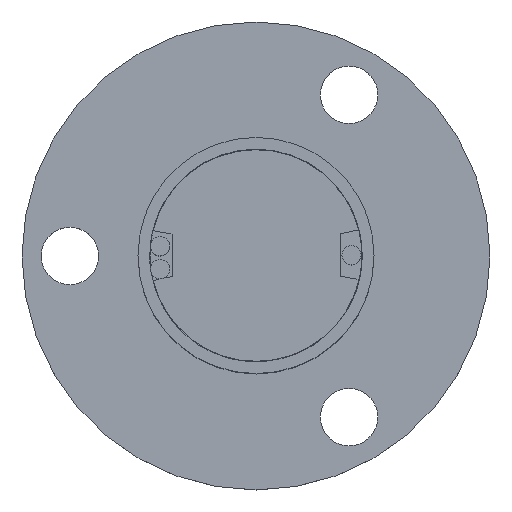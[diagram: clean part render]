
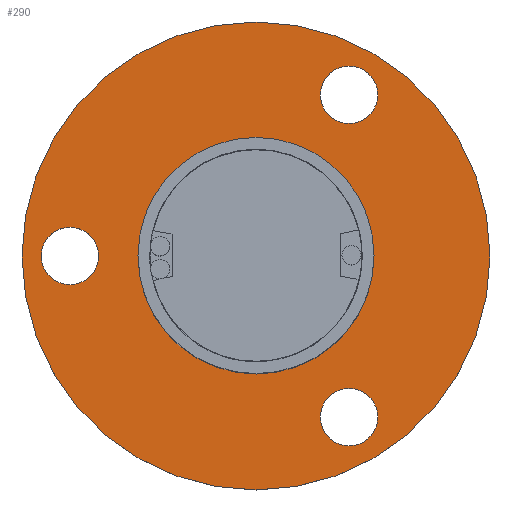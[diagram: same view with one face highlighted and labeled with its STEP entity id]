
A CAD part, top view. The second image highlights one B-rep face of the part: STEP entity #290.
In plain terms, the highlighted planar face has unit normal (0, 0, 1).
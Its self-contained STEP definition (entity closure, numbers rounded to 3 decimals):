
#19 = EDGE_CURVE ( 'NONE', #1077, #300, #1247, .T. ) ;
#64 = CARTESIAN_POINT ( 'NONE',  ( 0., 0., 16.4 ) ) ;
#98 = DIRECTION ( 'NONE',  ( 0., 0., -1. ) ) ;
#99 = PLANE ( 'NONE',  #877 ) ;
#126 = DIRECTION ( 'NONE',  ( 0., 0., 1. ) ) ;
#127 = ORIENTED_EDGE ( 'NONE', *, *, #1329, .F. ) ;
#168 = FACE_BOUND ( 'NONE', #388, .T. ) ;
#214 = ORIENTED_EDGE ( 'NONE', *, *, #2031, .T. ) ;
#222 = DIRECTION ( 'NONE',  ( -1., 0., 0. ) ) ;
#241 = CARTESIAN_POINT ( 'NONE',  ( 8.75, 15.155, 16.4 ) ) ;
#271 = EDGE_LOOP ( 'NONE', ( #1446, #1258 ) ) ;
#280 = ORIENTED_EDGE ( 'NONE', *, *, #635, .F. ) ;
#290 = ADVANCED_FACE ( 'NONE', ( #1851, #168, #1428, #576, #676 ), #99, .F. ) ;
#300 = VERTEX_POINT ( 'NONE', #1939 ) ;
#317 = VERTEX_POINT ( 'NONE', #1195 ) ;
#323 = VERTEX_POINT ( 'NONE', #820 ) ;
#386 = AXIS2_PLACEMENT_3D ( 'NONE', #674, #1798, #827 ) ;
#387 = DIRECTION ( 'NONE',  ( -1., 0., 0. ) ) ;
#388 = EDGE_LOOP ( 'NONE', ( #866, #1003 ) ) ;
#413 = VERTEX_POINT ( 'NONE', #1148 ) ;
#414 = CIRCLE ( 'NONE', #891, 2.7 ) ;
#576 = FACE_OUTER_BOUND ( 'NONE', #1061, .T. ) ;
#592 = CARTESIAN_POINT ( 'NONE',  ( -22., 0., 16.4 ) ) ;
#615 = CIRCLE ( 'NONE', #1592, 22. ) ;
#635 = EDGE_CURVE ( 'NONE', #317, #1143, #919, .T. ) ;
#654 = DIRECTION ( 'NONE',  ( 0., 0., -1. ) ) ;
#658 = DIRECTION ( 'NONE',  ( -1., 0., 0. ) ) ;
#663 = CIRCLE ( 'NONE', #1509, 2.7 ) ;
#674 = CARTESIAN_POINT ( 'NONE',  ( 8.75, -15.155, 16.4 ) ) ;
#676 = FACE_BOUND ( 'NONE', #845, .T. ) ;
#684 = DIRECTION ( 'NONE',  ( 0., 0., 1. ) ) ;
#698 = EDGE_CURVE ( 'NONE', #756, #323, #2049, .T. ) ;
#717 = DIRECTION ( 'NONE',  ( 0., 0., -1. ) ) ;
#718 = VERTEX_POINT ( 'NONE', #745 ) ;
#745 = CARTESIAN_POINT ( 'NONE',  ( 11.1, 0., 16.4 ) ) ;
#756 = VERTEX_POINT ( 'NONE', #921 ) ;
#766 = AXIS2_PLACEMENT_3D ( 'NONE', #1625, #654, #1000 ) ;
#787 = ORIENTED_EDGE ( 'NONE', *, *, #1755, .T. ) ;
#801 = DIRECTION ( 'NONE',  ( 0., 0., 1. ) ) ;
#820 = CARTESIAN_POINT ( 'NONE',  ( 11.45, 15.155, 16.4 ) ) ;
#823 = DIRECTION ( 'NONE',  ( 0., 0., -1. ) ) ;
#827 = DIRECTION ( 'NONE',  ( -1., 0., 0. ) ) ;
#845 = EDGE_LOOP ( 'NONE', ( #787, #214 ) ) ;
#850 = EDGE_CURVE ( 'NONE', #1143, #317, #942, .T. ) ;
#866 = ORIENTED_EDGE ( 'NONE', *, *, #1742, .F. ) ;
#877 = AXIS2_PLACEMENT_3D ( 'NONE', #1530, #717, #658 ) ;
#891 = AXIS2_PLACEMENT_3D ( 'NONE', #241, #1349, #387 ) ;
#907 = CIRCLE ( 'NONE', #766, 11.1 ) ;
#919 = CIRCLE ( 'NONE', #1376, 2.7 ) ;
#921 = CARTESIAN_POINT ( 'NONE',  ( 6.05, 15.155, 16.4 ) ) ;
#924 = DIRECTION ( 'NONE',  ( 0., 0., 1. ) ) ;
#942 = CIRCLE ( 'NONE', #1002, 2.7 ) ;
#1000 = DIRECTION ( 'NONE',  ( -1., 0., 0. ) ) ;
#1002 = AXIS2_PLACEMENT_3D ( 'NONE', #1880, #924, #2046 ) ;
#1003 = ORIENTED_EDGE ( 'NONE', *, *, #19, .F. ) ;
#1029 = CARTESIAN_POINT ( 'NONE',  ( 0., 0., 16.4 ) ) ;
#1061 = EDGE_LOOP ( 'NONE', ( #1294, #127 ) ) ;
#1064 = CARTESIAN_POINT ( 'NONE',  ( 8.75, 15.155, 16.4 ) ) ;
#1077 = VERTEX_POINT ( 'NONE', #1512 ) ;
#1112 = CARTESIAN_POINT ( 'NONE',  ( -11.1, 0., 16.4 ) ) ;
#1139 = EDGE_CURVE ( 'NONE', #1864, #413, #1297, .T. ) ;
#1143 = VERTEX_POINT ( 'NONE', #1830 ) ;
#1148 = CARTESIAN_POINT ( 'NONE',  ( 22., 0., 16.4 ) ) ;
#1155 = DIRECTION ( 'NONE',  ( 0., 0., -1. ) ) ;
#1192 = DIRECTION ( 'NONE',  ( -1., 0., 0. ) ) ;
#1195 = CARTESIAN_POINT ( 'NONE',  ( -20.2, 0., 16.4 ) ) ;
#1222 = DIRECTION ( 'NONE',  ( -1., 0., 0. ) ) ;
#1247 = CIRCLE ( 'NONE', #386, 2.7 ) ;
#1258 = ORIENTED_EDGE ( 'NONE', *, *, #1429, .F. ) ;
#1294 = ORIENTED_EDGE ( 'NONE', *, *, #1139, .F. ) ;
#1297 = CIRCLE ( 'NONE', #1832, 22. ) ;
#1329 = EDGE_CURVE ( 'NONE', #413, #1864, #615, .T. ) ;
#1349 = DIRECTION ( 'NONE',  ( 0., 0., 1. ) ) ;
#1376 = AXIS2_PLACEMENT_3D ( 'NONE', #1763, #801, #1919 ) ;
#1428 = FACE_BOUND ( 'NONE', #2019, .T. ) ;
#1429 = EDGE_CURVE ( 'NONE', #323, #756, #414, .T. ) ;
#1446 = ORIENTED_EDGE ( 'NONE', *, *, #698, .F. ) ;
#1509 = AXIS2_PLACEMENT_3D ( 'NONE', #1651, #684, #1809 ) ;
#1512 = CARTESIAN_POINT ( 'NONE',  ( 11.45, -15.155, 16.4 ) ) ;
#1530 = CARTESIAN_POINT ( 'NONE',  ( 0., 0., 16.4 ) ) ;
#1587 = ORIENTED_EDGE ( 'NONE', *, *, #850, .F. ) ;
#1592 = AXIS2_PLACEMENT_3D ( 'NONE', #1786, #823, #1943 ) ;
#1617 = VERTEX_POINT ( 'NONE', #1112 ) ;
#1625 = CARTESIAN_POINT ( 'NONE',  ( 0., 0., 16.4 ) ) ;
#1651 = CARTESIAN_POINT ( 'NONE',  ( 8.75, -15.155, 16.4 ) ) ;
#1704 = AXIS2_PLACEMENT_3D ( 'NONE', #1064, #126, #1222 ) ;
#1714 = AXIS2_PLACEMENT_3D ( 'NONE', #64, #1155, #222 ) ;
#1742 = EDGE_CURVE ( 'NONE', #300, #1077, #663, .T. ) ;
#1755 = EDGE_CURVE ( 'NONE', #1617, #718, #1885, .T. ) ;
#1763 = CARTESIAN_POINT ( 'NONE',  ( -17.5, 0., 16.4 ) ) ;
#1786 = CARTESIAN_POINT ( 'NONE',  ( 0., 0., 16.4 ) ) ;
#1798 = DIRECTION ( 'NONE',  ( 0., 0., 1. ) ) ;
#1809 = DIRECTION ( 'NONE',  ( -1., 0., 0. ) ) ;
#1830 = CARTESIAN_POINT ( 'NONE',  ( -14.8, 0., 16.4 ) ) ;
#1832 = AXIS2_PLACEMENT_3D ( 'NONE', #1029, #98, #1192 ) ;
#1851 = FACE_BOUND ( 'NONE', #271, .T. ) ;
#1864 = VERTEX_POINT ( 'NONE', #592 ) ;
#1880 = CARTESIAN_POINT ( 'NONE',  ( -17.5, 0., 16.4 ) ) ;
#1885 = CIRCLE ( 'NONE', #1714, 11.1 ) ;
#1919 = DIRECTION ( 'NONE',  ( -1., 0., 0. ) ) ;
#1939 = CARTESIAN_POINT ( 'NONE',  ( 6.05, -15.155, 16.4 ) ) ;
#1943 = DIRECTION ( 'NONE',  ( -1., 0., 0. ) ) ;
#2019 = EDGE_LOOP ( 'NONE', ( #280, #1587 ) ) ;
#2031 = EDGE_CURVE ( 'NONE', #718, #1617, #907, .T. ) ;
#2046 = DIRECTION ( 'NONE',  ( -1., 0., 0. ) ) ;
#2049 = CIRCLE ( 'NONE', #1704, 2.7 ) ;
